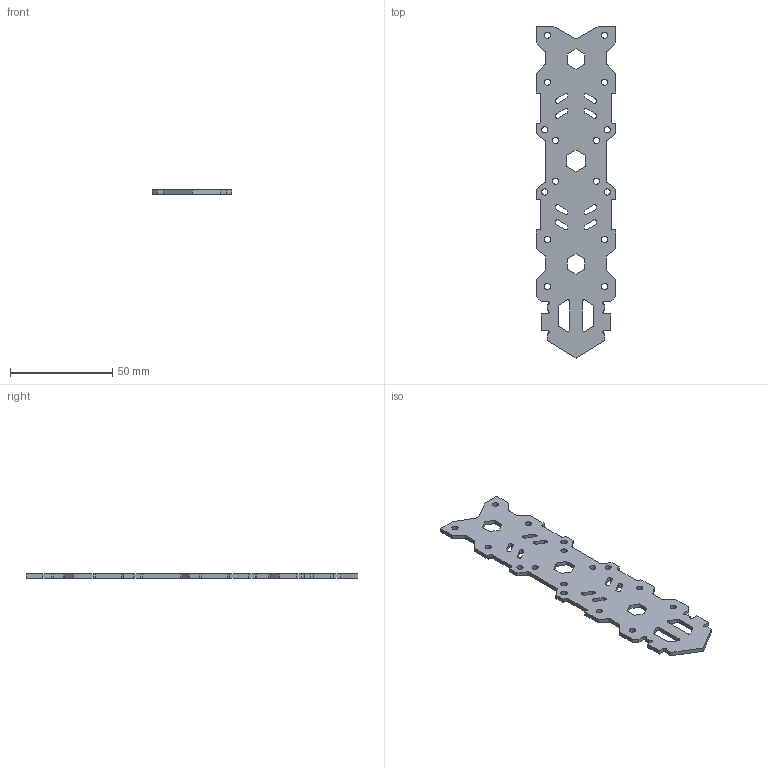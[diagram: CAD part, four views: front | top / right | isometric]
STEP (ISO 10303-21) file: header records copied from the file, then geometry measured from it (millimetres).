
FILE_DESCRIPTION(('FreeCAD Model'),'2;1');
FILE_NAME('Open CASCADE Shape Model','2022-12-07T11:08:25',('Author'),( ''),'Open CASCADE STEP processor 7.6','FreeCAD','Unknown');
FILE_SCHEMA(('AUTOMOTIVE_DESIGN { 1 0 10303 214 1 1 1 1 }'));
Length unit declared in the file: millimetre
Products named in the file (1): ground
Bounding box: 38.8 x 162.5 x 2 mm (x, y, z)
Volume: 9494.1 mm3; surface area: 11283.6 mm2
Topology: 1 solids, 1 shells, 205 faces, 609 edges, 406 vertices
Faces by surface type: plane 122, cylinder 83
Full cylindrical faces by diameter (mm): 3 x16
Entity records: 14943 total; most frequent: CARTESIAN_POINT 2439, DIRECTION 2405, LINE 1495, VECTOR 1495, ORIENTED_EDGE 1218, PCURVE 1218, DEFINITIONAL_REPRESENTATION 1218, EDGE_CURVE 609
